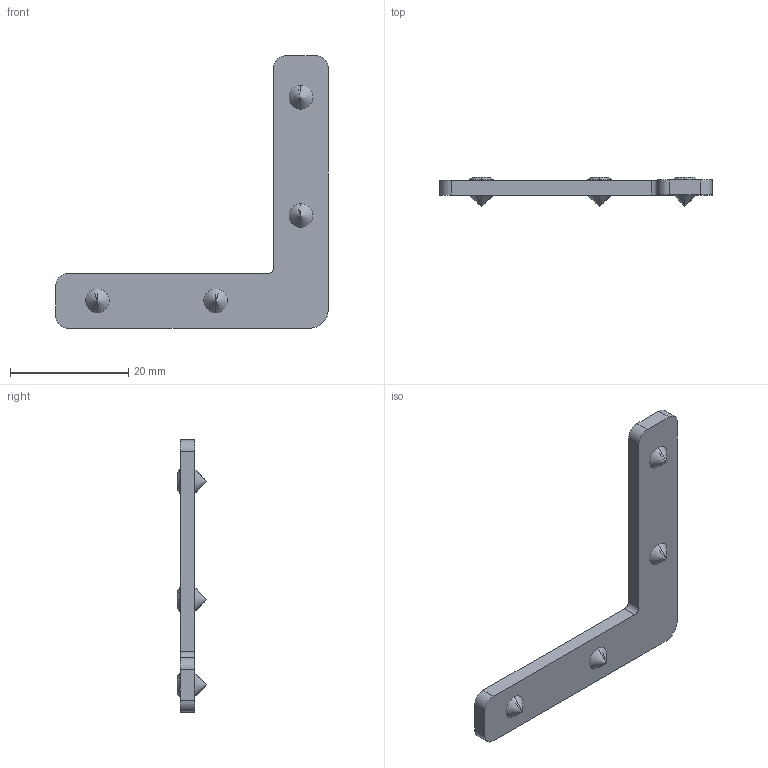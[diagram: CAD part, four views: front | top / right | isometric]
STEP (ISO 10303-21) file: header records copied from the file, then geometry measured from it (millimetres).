
FILE_DESCRIPTION (( 'STEP AP203' ), '1' );
FILE_NAME ('462535626_c_1.STEP', '2022-11-17T06:38:27', ( '' ), ( '' ), 'SwSTEP 2.0', 'SolidWorks 2014', '' );
FILE_SCHEMA (( 'CONFIG_CONTROL_DESIGN' ));
Length unit declared in the file: millimetre
Products named in the file (1): 462535626_c_1
Bounding box: 46 x 5 x 46 mm (x, y, z)
Volume: 1911.2 mm3; surface area: 2062 mm2
Topology: 1 solids, 1 shells, 70 faces, 172 edges, 108 vertices
Faces by surface type: plane 40, cone 16, cylinder 14
Entity records: 2077 total; most frequent: DIRECTION 350, CARTESIAN_POINT 343, ORIENTED_EDGE 328, EDGE_CURVE 164, LINE 120, VECTOR 120, AXIS2_PLACEMENT_3D 115, VERTEX_POINT 108
